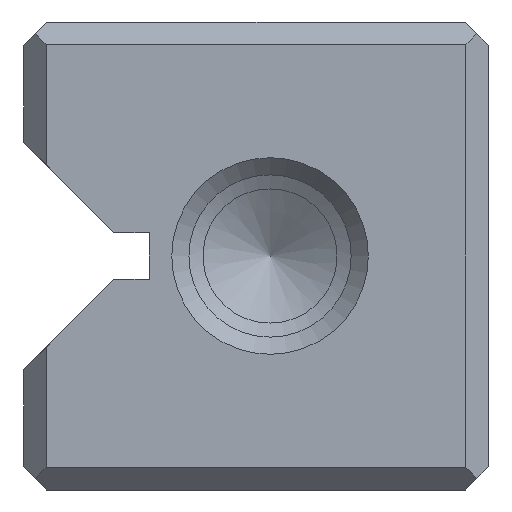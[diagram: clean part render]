
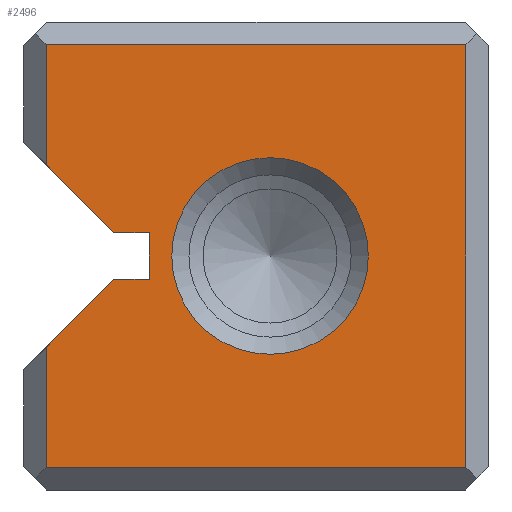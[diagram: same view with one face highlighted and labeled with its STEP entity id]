
A CAD part, left-side view. The second image highlights one B-rep face of the part: STEP entity #2496.
In plain terms, the highlighted planar face has unit normal (-1, 0, 0).
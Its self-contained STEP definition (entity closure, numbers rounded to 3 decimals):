
#2496=ADVANCED_FACE('',(#3340,#3341),#2920,.T.);
#2920=PLANE('',#9324);
#3184=CIRCLE('',#9323,3.15);
#3340=FACE_BOUND('',#3644,.T.);
#3341=FACE_BOUND('',#3645,.T.);
#3644=EDGE_LOOP('',(#4634));
#3645=EDGE_LOOP('',(#4635,#4636,#4637,#4638,#4639,#4640,#4641,#4642,#4643,
#4644));
#4634=ORIENTED_EDGE('',*,*,#7263,.T.);
#4635=ORIENTED_EDGE('',*,*,#7264,.T.);
#4636=ORIENTED_EDGE('',*,*,#7265,.T.);
#4637=ORIENTED_EDGE('',*,*,#7266,.T.);
#4638=ORIENTED_EDGE('',*,*,#7267,.T.);
#4639=ORIENTED_EDGE('',*,*,#7268,.T.);
#4640=ORIENTED_EDGE('',*,*,#7269,.T.);
#4641=ORIENTED_EDGE('',*,*,#7270,.T.);
#4642=ORIENTED_EDGE('',*,*,#7271,.F.);
#4643=ORIENTED_EDGE('',*,*,#7272,.F.);
#4644=ORIENTED_EDGE('',*,*,#7273,.T.);
#6572=VERTEX_POINT('',#12094);
#6573=VERTEX_POINT('',#12096);
#6574=VERTEX_POINT('',#12097);
#6575=VERTEX_POINT('',#12099);
#6576=VERTEX_POINT('',#12101);
#6577=VERTEX_POINT('',#12103);
#6578=VERTEX_POINT('',#12105);
#6579=VERTEX_POINT('',#12107);
#6580=VERTEX_POINT('',#12109);
#6581=VERTEX_POINT('',#12111);
#6582=VERTEX_POINT('',#12113);
#7263=EDGE_CURVE('',#6572,#6572,#3184,.T.);
#7264=EDGE_CURVE('',#6573,#6574,#8136,.T.);
#7265=EDGE_CURVE('',#6574,#6575,#8137,.T.);
#7266=EDGE_CURVE('',#6575,#6576,#8138,.T.);
#7267=EDGE_CURVE('',#6576,#6577,#8139,.T.);
#7268=EDGE_CURVE('',#6577,#6578,#8140,.T.);
#7269=EDGE_CURVE('',#6578,#6579,#8141,.T.);
#7270=EDGE_CURVE('',#6579,#6580,#8142,.T.);
#7271=EDGE_CURVE('',#6581,#6580,#8143,.T.);
#7272=EDGE_CURVE('',#6582,#6581,#8144,.T.);
#7273=EDGE_CURVE('',#6582,#6573,#8145,.T.);
#8136=LINE('',#12095,#8796);
#8137=LINE('',#12098,#8797);
#8138=LINE('',#12100,#8798);
#8139=LINE('',#12102,#8799);
#8140=LINE('',#12104,#8800);
#8141=LINE('',#12106,#8801);
#8142=LINE('',#12108,#8802);
#8143=LINE('',#12110,#8803);
#8144=LINE('',#12112,#8804);
#8145=LINE('',#12114,#8805);
#8796=VECTOR('',#9966,1.);
#8797=VECTOR('',#9967,1.);
#8798=VECTOR('',#9968,1.);
#8799=VECTOR('',#9969,1.);
#8800=VECTOR('',#9970,1.);
#8801=VECTOR('',#9971,1.);
#8802=VECTOR('',#9972,1.);
#8803=VECTOR('',#9973,1.);
#8804=VECTOR('',#9974,1.);
#8805=VECTOR('',#9975,1.);
#9323=AXIS2_PLACEMENT_3D('',#12093,#9964,#9965);
#9324=AXIS2_PLACEMENT_3D('',#12115,#9976,#9977);
#9964=DIRECTION('',(1.,0.,0.));
#9965=DIRECTION('',(0.,0.,-1.));
#9966=DIRECTION('',(0.,-1.,0.));
#9967=DIRECTION('',(0.,0.,1.));
#9968=DIRECTION('',(0.,1.,0.));
#9969=DIRECTION('',(0.,0.,-1.));
#9970=DIRECTION('',(0.,-0.707,-0.707));
#9971=DIRECTION('',(0.,-1.,0.));
#9972=DIRECTION('',(0.,0.,-1.));
#9973=DIRECTION('',(0.,-1.,0.));
#9974=DIRECTION('',(0.,-0.707,0.707));
#9975=DIRECTION('',(0.,0.,-1.));
#9976=DIRECTION('',(-1.,0.,0.));
#9977=DIRECTION('',(0.,0.,-1.));
#12093=CARTESIAN_POINT('',(0.,7.,7.5));
#12094=CARTESIAN_POINT('',(0.,7.,4.35));
#12095=CARTESIAN_POINT('',(0.,7.45,0.725));
#12096=CARTESIAN_POINT('',(0.,14.175,0.725));
#12097=CARTESIAN_POINT('',(0.,0.725,0.725));
#12098=CARTESIAN_POINT('',(0.,0.725,0.));
#12099=CARTESIAN_POINT('',(0.,0.725,14.275));
#12100=CARTESIAN_POINT('',(0.,7.45,14.275));
#12101=CARTESIAN_POINT('',(0.,14.175,14.275));
#12102=CARTESIAN_POINT('',(0.,14.175,0.));
#12103=CARTESIAN_POINT('',(0.,14.175,10.418));
#12104=CARTESIAN_POINT('',(0.,14.9,11.143));
#12105=CARTESIAN_POINT('',(0.,12.007,8.25));
#12106=CARTESIAN_POINT('',(0.,10.875,8.25));
#12107=CARTESIAN_POINT('',(0.,10.875,8.25));
#12108=CARTESIAN_POINT('',(0.,10.875,8.25));
#12109=CARTESIAN_POINT('',(0.,10.875,6.75));
#12110=CARTESIAN_POINT('',(0.,10.875,6.75));
#12111=CARTESIAN_POINT('',(0.,12.007,6.75));
#12112=CARTESIAN_POINT('',(0.,14.9,3.857));
#12113=CARTESIAN_POINT('',(0.,14.175,4.582));
#12114=CARTESIAN_POINT('',(0.,14.175,0.));
#12115=CARTESIAN_POINT('',(0.,7.45,0.));
